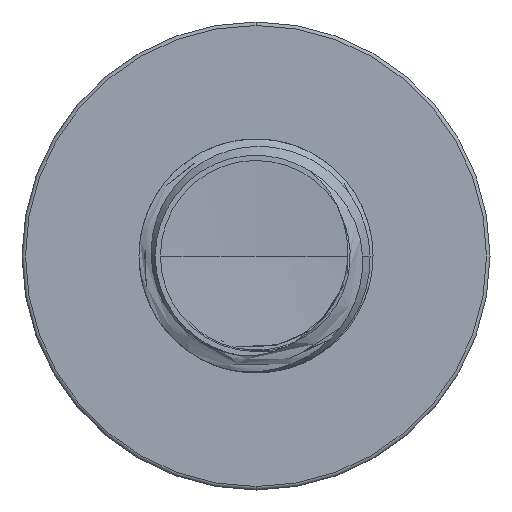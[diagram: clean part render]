
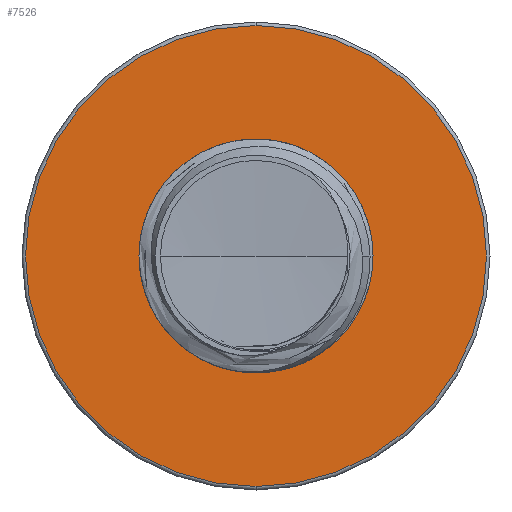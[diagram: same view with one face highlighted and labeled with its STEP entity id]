
A CAD part, front view. The second image highlights one B-rep face of the part: STEP entity #7526.
In plain terms, the highlighted planar face has unit normal (0, -1, 0).
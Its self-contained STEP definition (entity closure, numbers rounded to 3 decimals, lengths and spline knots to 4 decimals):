
#1375 = EDGE_CURVE ( 'NONE', #18327, #21556, #17938, .T. ) ;
#2421 = EDGE_LOOP ( 'NONE', ( #22134, #23020 ) ) ;
#3149 = CARTESIAN_POINT ( 'NONE',  ( 0., 10., -2.4625 ) ) ;
#5464 = CARTESIAN_POINT ( 'NONE',  ( 0., 10., 1.2028 ) ) ;
#6023 = CARTESIAN_POINT ( 'NONE',  ( 0., 10., -1.2028 ) ) ;
#6106 = CARTESIAN_POINT ( 'NONE',  ( 0., 10., 2.4625 ) ) ;
#6323 = DIRECTION ( 'NONE',  ( 0., 0., -1. ) ) ;
#6353 = DIRECTION ( 'NONE',  ( 0., -1., 0. ) ) ;
#6503 = CARTESIAN_POINT ( 'NONE',  ( 0., 10., 0. ) ) ;
#7526 = ADVANCED_FACE ( 'NONE', ( #22911, #15966 ), #14326, .T. ) ;
#7571 = AXIS2_PLACEMENT_3D ( 'NONE', #6503, #6353, #6323 ) ;
#7645 = CARTESIAN_POINT ( 'NONE',  ( 0., 10., 0. ) ) ;
#8483 = DIRECTION ( 'NONE',  ( 0., 0., -1. ) ) ;
#9843 = EDGE_LOOP ( 'NONE', ( #15568, #22560 ) ) ;
#9852 = AXIS2_PLACEMENT_3D ( 'NONE', #17289, #37076, #20276 ) ;
#10724 = DIRECTION ( 'NONE',  ( 0., 0., -1. ) ) ;
#12832 = CARTESIAN_POINT ( 'NONE',  ( 0., 10., 0. ) ) ;
#14326 = PLANE ( 'NONE',  #22756 ) ;
#15568 = ORIENTED_EDGE ( 'NONE', *, *, #1375, .T. ) ;
#15760 = DIRECTION ( 'NONE',  ( 0., 0., -1. ) ) ;
#15966 = FACE_BOUND ( 'NONE', #2421, .T. ) ;
#17289 = CARTESIAN_POINT ( 'NONE',  ( 0., 10., 0. ) ) ;
#17938 = CIRCLE ( 'NONE', #7571, 2.4625 ) ;
#18327 = VERTEX_POINT ( 'NONE', #3149 ) ;
#19313 = VERTEX_POINT ( 'NONE', #5464 ) ;
#20191 = AXIS2_PLACEMENT_3D ( 'NONE', #7645, #28175, #10724 ) ;
#20276 = DIRECTION ( 'NONE',  ( 0., 0., -1. ) ) ;
#20922 = CIRCLE ( 'NONE', #20191, 1.2028 ) ;
#21075 = EDGE_CURVE ( 'NONE', #19313, #24165, #20922, .T. ) ;
#21369 = CIRCLE ( 'NONE', #22663, 2.4625 ) ;
#21556 = VERTEX_POINT ( 'NONE', #6106 ) ;
#22134 = ORIENTED_EDGE ( 'NONE', *, *, #34640, .F. ) ;
#22560 = ORIENTED_EDGE ( 'NONE', *, *, #22926, .T. ) ;
#22663 = AXIS2_PLACEMENT_3D ( 'NONE', #12832, #32943, #15760 ) ;
#22756 = AXIS2_PLACEMENT_3D ( 'NONE', #37111, #26108, #8483 ) ;
#22911 = FACE_OUTER_BOUND ( 'NONE', #9843, .T. ) ;
#22926 = EDGE_CURVE ( 'NONE', #21556, #18327, #21369, .T. ) ;
#23020 = ORIENTED_EDGE ( 'NONE', *, *, #21075, .F. ) ;
#24165 = VERTEX_POINT ( 'NONE', #6023 ) ;
#26108 = DIRECTION ( 'NONE',  ( 0., -1., 0. ) ) ;
#28175 = DIRECTION ( 'NONE',  ( 0., -1., 0. ) ) ;
#31523 = CIRCLE ( 'NONE', #9852, 1.2028 ) ;
#32943 = DIRECTION ( 'NONE',  ( 0., -1., 0. ) ) ;
#34640 = EDGE_CURVE ( 'NONE', #24165, #19313, #31523, .T. ) ;
#37076 = DIRECTION ( 'NONE',  ( 0., -1., 0. ) ) ;
#37111 = CARTESIAN_POINT ( 'NONE',  ( 0., 10., 1.2028 ) ) ;
